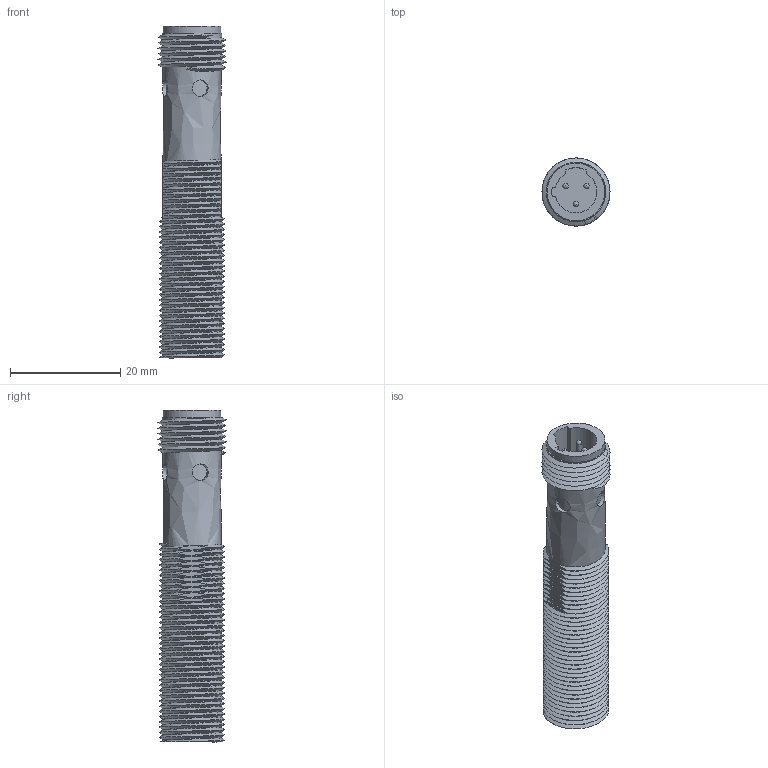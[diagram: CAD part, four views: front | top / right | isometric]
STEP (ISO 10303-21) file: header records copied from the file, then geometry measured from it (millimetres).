
FILE_DESCRIPTION( ('This file contains a STEP AP42 implementation' ,'as created by ZW3D STEP Interface translator.') ,'2;1' );
FILE_NAME( 'WCN1-1202X-XUS3.stp' ,'201013.1917 4', (''), ('ZWCAD Software Co.'), 'Version 1.0', 'ZW3D to STEP translator', '' );
FILE_SCHEMA(('AUTOMOTIVE_DESIGN'));
Length unit declared in the file: millimetre
Products named in the file (2): 0; WCN1-1202X-XUS3
Bounding box: 12.36 x 12.36 x 60.3 mm (x, y, z)
Volume: 5441.5 mm3; surface area: 3740.1 mm2
Topology: 1 solids, 1 shells, 169 faces, 415 edges, 247 vertices
Faces by surface type: bspline 169
Entity records: 24689 total; most frequent: CARTESIAN_POINT 22169, ORIENTED_EDGE 804, EDGE_CURVE 402, B_SPLINE_CURVE_WITH_KNOTS 307, VERTEX_POINT 244, EDGE_LOOP 175, FACE_OUTER_BOUND 167, ADVANCED_FACE 167
